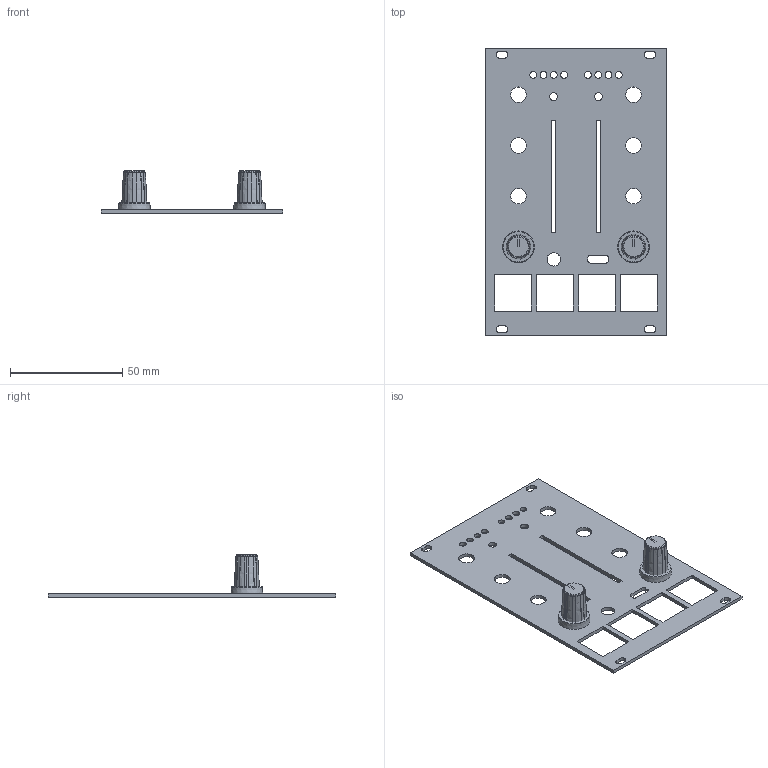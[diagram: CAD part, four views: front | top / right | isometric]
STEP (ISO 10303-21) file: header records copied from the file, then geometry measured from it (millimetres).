
FILE_DESCRIPTION(('KiCad electronic assembly'),'2;1');
FILE_NAME('Quango_Panel.step','2023-05-23T13:12:32',('Pcbnew'),('Kicad') ,'Open CASCADE STEP processor 7.6','KiCad to STEP converter','Unknown' );
FILE_SCHEMA(('AUTOMOTIVE_DESIGN { 1 0 10303 214 1 1 1 1 }'));
Length unit declared in the file: millimetre
Products named in the file (4): Quango_Panel 1; Sifam_Knob_Small_Skirted; COMPOUND; _autosave-Quango_Panel PCB
Assembly tree (4 placements, depth 3):
  Quango_Panel 1
    Sifam_Knob_Small_Skirted  x2
      COMPOUND
    _autosave-Quango_Panel PCB
Bounding box: 81 x 128.5 x 18.95 mm (x, y, z)
Volume: 17809.5 mm3; surface area: 22017.4 mm2
Topology: 9 solids, 9 shells, 199 faces, 539 edges, 358 vertices
Faces by surface type: plane 106, cylinder 51, cone 42
Full cylindrical faces by diameter (mm): 3 x8, 3.5 x2, 6 x1, 7 x8
Entity records: 11502 total; most frequent: CARTESIAN_POINT 2995, DIRECTION 1541, LINE 827, VECTOR 827, ORIENTED_EDGE 800, PCURVE 800, DEFINITIONAL_REPRESENTATION 800, EDGE_CURVE 400
